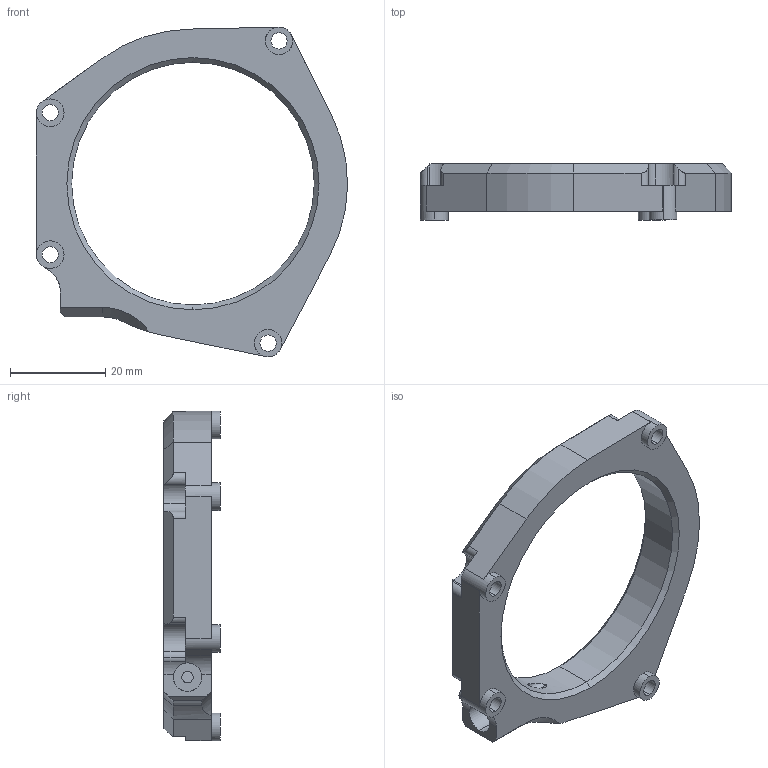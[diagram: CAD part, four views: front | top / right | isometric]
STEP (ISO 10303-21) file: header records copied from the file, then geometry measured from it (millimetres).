
FILE_DESCRIPTION (( 'STEP AP203' ), '1' );
FILE_NAME ('Spool Housing.step_Default_sldprt.STEP', '2022-11-09T04:42:35', ( '' ), ( '' ), 'SwSTEP 2.0', 'SolidWorks 2022', '' );
FILE_SCHEMA (( 'CONFIG_CONTROL_DESIGN' ));
Length unit declared in the file: millimetre
Products named in the file (1): Spool Housing.step_Default_sldprt
Bounding box: 65.4 x 11.85 x 69.3 mm (x, y, z)
Volume: 14505.2 mm3; surface area: 7241.5 mm2
Topology: 1 solids, 1 shells, 88 faces, 246 edges, 160 vertices
Faces by surface type: cylinder 50, plane 29, cone 9
Entity records: 3194 total; most frequent: CARTESIAN_POINT 801, DIRECTION 502, ORIENTED_EDGE 492, EDGE_CURVE 246, AXIS2_PLACEMENT_3D 192, VERTEX_POINT 160, VECTOR 118, LINE 118
